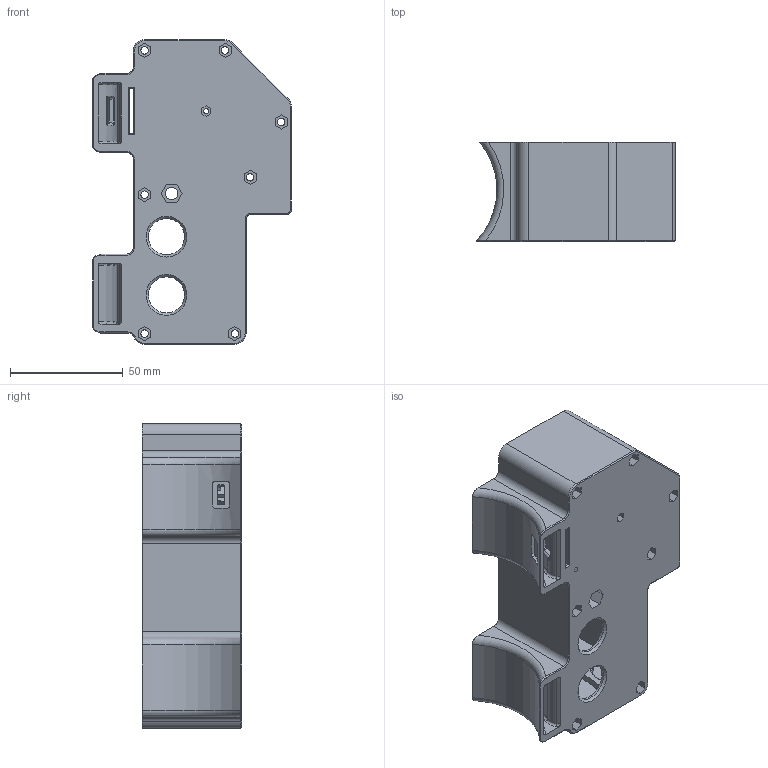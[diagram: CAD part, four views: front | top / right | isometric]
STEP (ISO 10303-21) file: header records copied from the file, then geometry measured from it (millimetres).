
FILE_DESCRIPTION(/* description */ (''),/* implementation_level */ '2;1');
FILE_NAME(/* name */ 'OBS-C-001 v37.step',/* time_stamp */ '2020-02-16T22:39:07+01:00',/* author */ (''),/* organization */ (''),/* preprocessor_version */ 'ST-DEVELOPER v18',/* originating_system */ 'Autodesk Translation Framework v8.12.0.6',/* authorisation */ '');
FILE_SCHEMA (('AUTOMOTIVE_DESIGN { 1 0 10303 214 3 1 1 }'));
Length unit declared in the file: millimetre
Products named in the file (1): OBS-C-001
Bounding box: 87.99 x 44 x 135 mm (x, y, z)
Volume: 115879.1 mm3; surface area: 65563.7 mm2
Topology: 1 solids, 1 shells, 419 faces, 1129 edges, 725 vertices
Faces by surface type: plane 265, cylinder 89, torus 29, cone 18, bspline 18
Full cylindrical faces by diameter (mm): 2.2 x1, 3.2 x1, 3.3 x7, 5.5 x1, 6 x1, 6.5 x1, 9 x1, 12 x1, 16 x2
Entity records: 13912 total; most frequent: CARTESIAN_POINT 3249, ORIENTED_EDGE 2258, DIRECTION 2122, EDGE_CURVE 1129, LINE 820, VECTOR 820, VERTEX_POINT 725, AXIS2_PLACEMENT_3D 651
